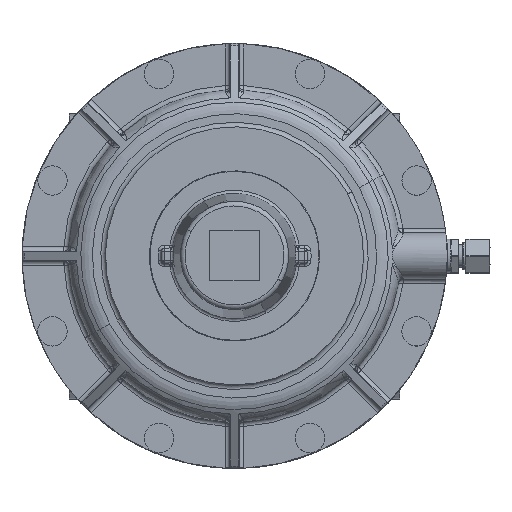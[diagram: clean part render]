
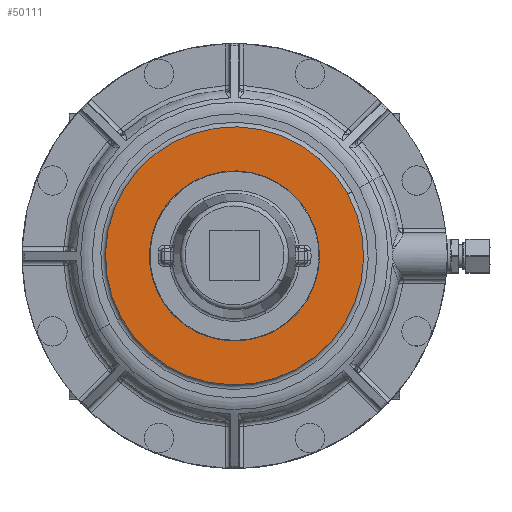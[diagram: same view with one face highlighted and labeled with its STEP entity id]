
A CAD part, top view. The second image highlights one B-rep face of the part: STEP entity #50111.
In plain terms, the highlighted planar face has unit normal (0, 0, 1).
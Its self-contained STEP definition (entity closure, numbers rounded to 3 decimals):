
#50065=AXIS2_PLACEMENT_3D('Plane Axis2P3D',#50062,#50063,#50064) ;
#50069=AXIS2_PLACEMENT_3D('Circle Axis2P3D',#50067,#50068,$) ;
#50078=AXIS2_PLACEMENT_3D('Circle Axis2P3D',#50076,#50077,$) ;
#50087=AXIS2_PLACEMENT_3D('Circle Axis2P3D',#50085,#50086,$) ;
#50096=AXIS2_PLACEMENT_3D('Circle Axis2P3D',#50094,#50095,$) ;
#50103=AXIS2_PLACEMENT_3D('Circle Axis2P3D',#50101,#50102,$) ;
#50062=CARTESIAN_POINT('Axis2P3D Location',(-83.5,0.,191.)) ;
#50067=CARTESIAN_POINT('Axis2P3D Location',(0.,0.,191.)) ;
#50071=CARTESIAN_POINT('Vertex',(73.278,40.032,191.)) ;
#50073=CARTESIAN_POINT('Vertex',(-73.278,-40.032,191.)) ;
#50076=CARTESIAN_POINT('Axis2P3D Location',(0.,0.,191.)) ;
#50085=CARTESIAN_POINT('Axis2P3D Location',(0.,0.,191.)) ;
#50089=CARTESIAN_POINT('Vertex',(26.129,-47.828,191.)) ;
#50091=CARTESIAN_POINT('Vertex',(-26.129,47.828,191.)) ;
#50094=CARTESIAN_POINT('Axis2P3D Location',(0.,0.,191.)) ;
#50098=CARTESIAN_POINT('Vertex',(20.212,-50.613,191.)) ;
#50101=CARTESIAN_POINT('Axis2P3D Location',(0.,0.,191.)) ;
#50063=DIRECTION('Axis2P3D Direction',(0.,0.,1.)) ;
#50064=DIRECTION('Axis2P3D XDirection',(-1.,0.,0.)) ;
#50068=DIRECTION('Axis2P3D Direction',(0.,0.,1.)) ;
#50077=DIRECTION('Axis2P3D Direction',(0.,0.,1.)) ;
#50086=DIRECTION('Axis2P3D Direction',(0.,0.,1.)) ;
#50095=DIRECTION('Axis2P3D Direction',(0.,0.,1.)) ;
#50102=DIRECTION('Axis2P3D Direction',(0.,0.,1.)) ;
#50082=ORIENTED_EDGE('',*,*,#50075,.T.) ;
#50083=ORIENTED_EDGE('',*,*,#50080,.T.) ;
#50107=ORIENTED_EDGE('',*,*,#50093,.F.) ;
#50108=ORIENTED_EDGE('',*,*,#50100,.F.) ;
#50109=ORIENTED_EDGE('',*,*,#50105,.F.) ;
#50110=FACE_BOUND('',#50106,.T.) ;
#50111=ADVANCED_FACE('Brep With Voids',(#50084,#50110),#50066,.T.) ;
#50070=CIRCLE('generated circle',#50069,83.5) ;
#50079=CIRCLE('generated circle',#50078,83.5) ;
#50088=CIRCLE('generated circle',#50087,54.5) ;
#50097=CIRCLE('generated circle',#50096,54.5) ;
#50104=CIRCLE('generated circle',#50103,54.5) ;
#50075=EDGE_CURVE('',#50072,#50074,#50070,.T.) ;
#50080=EDGE_CURVE('',#50074,#50072,#50079,.T.) ;
#50093=EDGE_CURVE('',#50090,#50092,#50088,.T.) ;
#50100=EDGE_CURVE('',#50099,#50090,#50097,.T.) ;
#50105=EDGE_CURVE('',#50092,#50099,#50104,.T.) ;
#50081=EDGE_LOOP('',(#50082,#50083)) ;
#50106=EDGE_LOOP('',(#50107,#50108,#50109)) ;
#50084=FACE_OUTER_BOUND('',#50081,.T.) ;
#50066=PLANE('Plane',#50065) ;
#50072=VERTEX_POINT('',#50071) ;
#50074=VERTEX_POINT('',#50073) ;
#50090=VERTEX_POINT('',#50089) ;
#50092=VERTEX_POINT('',#50091) ;
#50099=VERTEX_POINT('',#50098) ;
